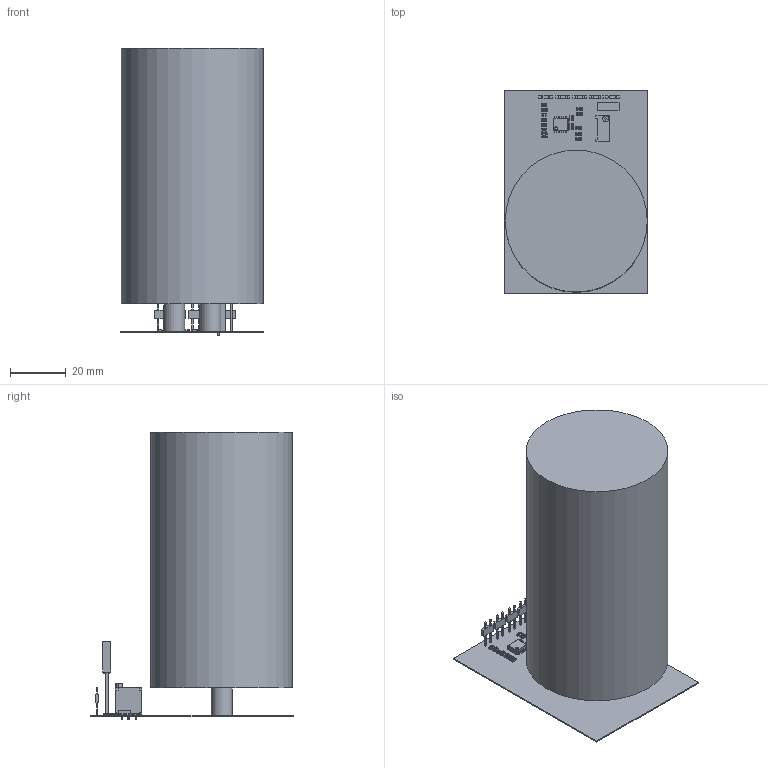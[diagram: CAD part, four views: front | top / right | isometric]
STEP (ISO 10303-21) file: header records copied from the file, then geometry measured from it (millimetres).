
FILE_DESCRIPTION(('Open CASCADE Model'),'2;1');
FILE_NAME('Open CASCADE Shape Model','2025-05-29T11:26:32',('Author'),( 'Open CASCADE'),'Open CASCADE STEP processor 6.8','Open CASCADE 6.8' ,'Unknown');
FILE_SCHEMA(('AUTOMOTIVE_DESIGN { 1 0 10303 214 1 1 1 1 }'));
Length unit declared in the file: millimetre
Products named in the file (32): PCB; Board; C1; 凎賥嚦闉_1206___1206_SMD; C2; C3; C4; D1; Äèîä_ñòàáèëèòðîí; M1; Header_2; M2; M3; M4; Q1; BD139,_秮鳧賥嚦闉; R1; R2; R4; R5; R6; R7; R8; R9; R10; U1; 櫻蠉錪; X1; ﾑ1; 扻罽樇黟襜禬__220000UF; R3; User_Library-3296W
Assembly tree (47 placements, depth 3):
  PCB
    Board
    C1
      凎賥嚦闉_1206___1206_SMD
    C2
      凎賥嚦闉_1206___1206_SMD
    C3
      凎賥嚦闉_1206___1206_SMD
    C4
      凎賥嚦闉_1206___1206_SMD
    D1
      Äèîä_ñòàáèëèòðîí
    M1
      Header_2
    M2
      Header_2
    M3
      Header_2
    M4
      Header_2
    Q1
      BD139,_秮鳧賥嚦闉
    R1
      凎賥嚦闉_1206___1206_SMD
    R2
      凎賥嚦闉_1206___1206_SMD
    R4
      凎賥嚦闉_1206___1206_SMD
    R5
      凎賥嚦闉_1206___1206_SMD
    R6
      凎賥嚦闉_1206___1206_SMD
    R7
      凎賥嚦闉_1206___1206_SMD
    R8
      凎賥嚦闉_1206___1206_SMD
    R9
      凎賥嚦闉_1206___1206_SMD
    R10
      凎賥嚦闉_1206___1206_SMD
    U1
      櫻蠉錪
    X1
      Header_2
    ﾑ1
      扻罽樇黟襜禬__220000UF
    R3
      User_Library-3296W
Bounding box: 51.69 x 72.77 x 103.5 mm (x, y, z)
Volume: 191202.4 mm3; surface area: 28453.2 mm2
Topology: 106 solids, 106 shells, 2703 faces, 7266 edges, 4819 vertices
Faces by surface type: plane 1449, extrusion 1066, bspline 89, cylinder 77, torus 14, sphere 8
Full cylindrical faces by diameter (mm): 0.762 x2, 0.9 x3, 3.2 x1, 7.5 x2, 51 x1
Entity records: 25126 total; most frequent: CARTESIAN_POINT 7705, ORIENTED_EDGE 3378, DIRECTION 2643, EDGE_CURVE 1689, VECTOR 1229, LINE 1147, VERTEX_POINT 1107, FACE_BOUND 712
